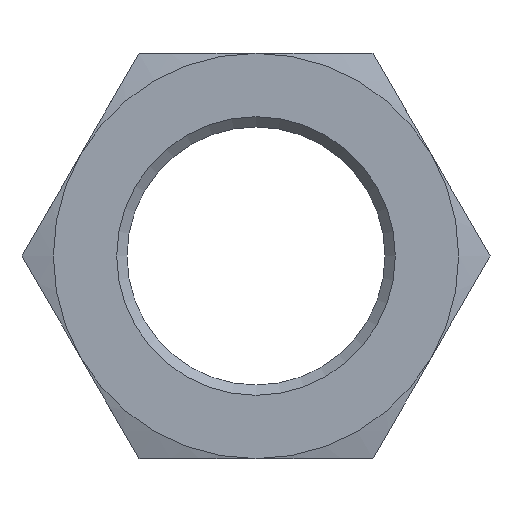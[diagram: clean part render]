
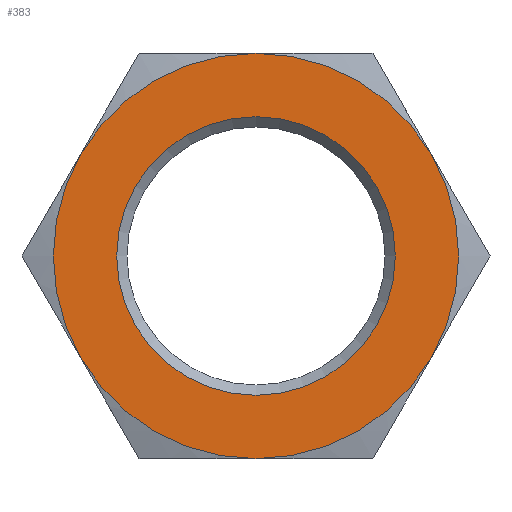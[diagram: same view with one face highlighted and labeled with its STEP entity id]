
A CAD part, left-side view. The second image highlights one B-rep face of the part: STEP entity #383.
In plain terms, the highlighted planar face has unit normal (-1, 0, 0).
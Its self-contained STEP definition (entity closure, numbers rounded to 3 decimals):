
#69=CIRCLE('',#405,11.);
#70=CIRCLE('',#406,11.);
#77=CIRCLE('',#416,16.);
#78=CIRCLE('',#418,16.);
#79=CIRCLE('',#420,16.);
#80=CIRCLE('',#422,16.);
#81=CIRCLE('',#423,16.);
#82=CIRCLE('',#424,16.);
#126=VERTEX_POINT('',#536);
#130=VERTEX_POINT('',#554);
#134=VERTEX_POINT('',#572);
#139=VERTEX_POINT('',#590);
#140=VERTEX_POINT('',#592);
#144=VERTEX_POINT('',#614);
#145=VERTEX_POINT('',#620);
#146=VERTEX_POINT('',#622);
#192=EDGE_CURVE('',#140,#139,#69,.T.);
#193=EDGE_CURVE('',#139,#140,#70,.T.);
#201=EDGE_CURVE('',#126,#134,#77,.T.);
#202=EDGE_CURVE('',#130,#126,#78,.T.);
#203=EDGE_CURVE('',#144,#130,#79,.T.);
#205=EDGE_CURVE('',#145,#144,#80,.F.);
#206=EDGE_CURVE('',#146,#145,#81,.F.);
#207=EDGE_CURVE('',#134,#146,#82,.F.);
#272=ORIENTED_EDGE('',*,*,#203,.F.);
#273=ORIENTED_EDGE('',*,*,#205,.F.);
#274=ORIENTED_EDGE('',*,*,#206,.F.);
#275=ORIENTED_EDGE('',*,*,#207,.F.);
#276=ORIENTED_EDGE('',*,*,#201,.F.);
#277=ORIENTED_EDGE('',*,*,#202,.F.);
#278=ORIENTED_EDGE('',*,*,#192,.T.);
#279=ORIENTED_EDGE('',*,*,#193,.T.);
#334=EDGE_LOOP('',(#272,#273,#274,#275,#276,#277));
#335=EDGE_LOOP('',(#278,#279));
#359=FACE_BOUND('',#334,.T.);
#360=FACE_BOUND('',#335,.T.);
#383=ADVANCED_FACE('',(#359,#360),#675,.F.);
#405=AXIS2_PLACEMENT_3D('',#591,#460,#461);
#406=AXIS2_PLACEMENT_3D('',#593,#462,#463);
#416=AXIS2_PLACEMENT_3D('',#609,#481,#482);
#418=AXIS2_PLACEMENT_3D('',#611,#485,#486);
#420=AXIS2_PLACEMENT_3D('',#613,#489,#490);
#421=AXIS2_PLACEMENT_3D('',#618,#491,$);
#422=AXIS2_PLACEMENT_3D('',#619,#492,#493);
#423=AXIS2_PLACEMENT_3D('',#621,#494,#495);
#424=AXIS2_PLACEMENT_3D('',#623,#496,#497);
#460=DIRECTION('',(1.,0.,0.));
#461=DIRECTION('',(0.,0.,11.));
#462=DIRECTION('',(1.,0.,0.));
#463=DIRECTION('',(0.,0.,11.));
#481=DIRECTION('',(1.,0.,0.));
#482=DIRECTION('',(0.,0.,-16.));
#485=DIRECTION('',(1.,0.,0.));
#486=DIRECTION('',(0.,0.,-16.));
#489=DIRECTION('',(1.,0.,0.));
#490=DIRECTION('',(0.,0.,-16.));
#491=DIRECTION('',(1.,0.,0.));
#492=DIRECTION('',(-1.,0.,0.));
#493=DIRECTION('',(0.,0.,-16.));
#494=DIRECTION('',(-1.,0.,0.));
#495=DIRECTION('',(0.,0.,-16.));
#496=DIRECTION('',(-1.,0.,0.));
#497=DIRECTION('',(0.,0.,-16.));
#536=CARTESIAN_POINT('',(0.,0.,16.));
#554=CARTESIAN_POINT('',(0.,13.856,8.));
#572=CARTESIAN_POINT('',(0.,-13.856,8.));
#590=CARTESIAN_POINT('',(0.,0.,11.));
#591=CARTESIAN_POINT('',(0.,0.,0.));
#592=CARTESIAN_POINT('',(0.,0.,-11.));
#593=CARTESIAN_POINT('',(0.,0.,0.));
#609=CARTESIAN_POINT('',(0.,0.,0.));
#611=CARTESIAN_POINT('',(0.,0.,0.));
#613=CARTESIAN_POINT('',(0.,0.,0.));
#614=CARTESIAN_POINT('',(0.,13.856,-8.));
#618=CARTESIAN_POINT('',(0.,0.,0.));
#619=CARTESIAN_POINT('',(0.,0.,0.));
#620=CARTESIAN_POINT('',(0.,0.,-16.));
#621=CARTESIAN_POINT('',(0.,0.,0.));
#622=CARTESIAN_POINT('',(0.,-13.856,-8.));
#623=CARTESIAN_POINT('',(0.,0.,0.));
#675=PLANE('',#421);
